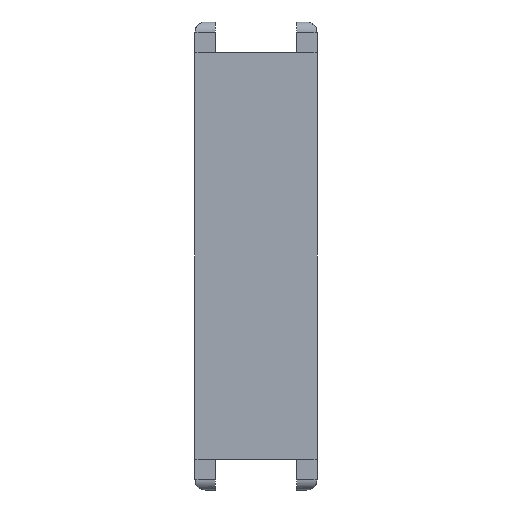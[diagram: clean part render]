
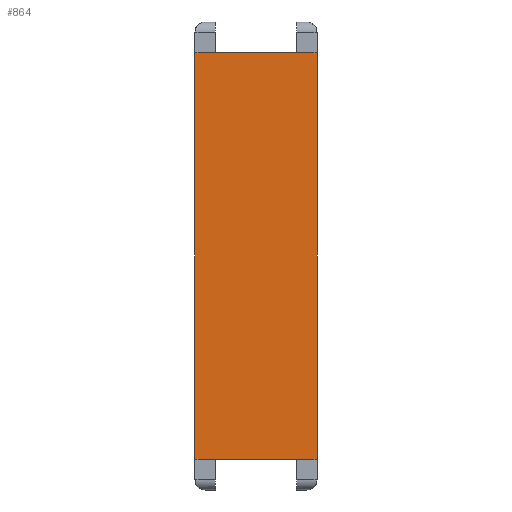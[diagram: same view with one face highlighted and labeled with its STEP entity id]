
A CAD part, front view. The second image highlights one B-rep face of the part: STEP entity #864.
In plain terms, the highlighted planar face has unit normal (0, -1, 0).
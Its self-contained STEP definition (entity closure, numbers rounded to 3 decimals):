
#144=CARTESIAN_POINT('',(4.,6.5,20.));
#145=VERTEX_POINT('',#144);
#154=CARTESIAN_POINT('',(6.,6.5,20.));
#155=VERTEX_POINT('',#154);
#156=CARTESIAN_POINT('',(4.,6.5,20.));
#157=DIRECTION('',(1.,0.,-0.));
#158=VECTOR('',#157,2.);
#159=LINE('',#156,#158);
#160=EDGE_CURVE('',#145,#155,#159,.T.);
#449=CARTESIAN_POINT('',(-4.,6.5,20.));
#450=VERTEX_POINT('',#449);
#458=CARTESIAN_POINT('',(-6.,6.5,20.));
#459=VERTEX_POINT('',#458);
#466=CARTESIAN_POINT('',(-6.,6.5,20.));
#467=DIRECTION('',(1.,0.,-0.));
#468=VECTOR('',#467,2.);
#469=LINE('',#466,#468);
#470=EDGE_CURVE('',#459,#450,#469,.T.);
#558=CARTESIAN_POINT('',(6.,6.5,-20.));
#559=VERTEX_POINT('',#558);
#560=CARTESIAN_POINT('',(6.,6.5,20.));
#561=DIRECTION('',(0.,0.,-1.));
#562=VECTOR('',#561,40.);
#563=LINE('',#560,#562);
#564=EDGE_CURVE('',#155,#559,#563,.T.);
#806=CARTESIAN_POINT('',(4.,6.5,-20.));
#807=VERTEX_POINT('',#806);
#816=CARTESIAN_POINT('',(4.,6.5,-20.));
#817=DIRECTION('',(1.,0.,-0.));
#818=VECTOR('',#817,2.);
#819=LINE('',#816,#818);
#820=EDGE_CURVE('',#807,#559,#819,.T.);
#825=CARTESIAN_POINT('',(-6.,6.5,-10.));
#826=DIRECTION('',(0.,1.,0.));
#827=DIRECTION('',(0.,0.,1.));
#828=AXIS2_PLACEMENT_3D('',#825,#826,#827);
#829=PLANE('',#828);
#830=ORIENTED_EDGE('',*,*,#564,.F.);
#831=ORIENTED_EDGE('',*,*,#160,.F.);
#832=CARTESIAN_POINT('',(-4.,6.5,20.));
#833=DIRECTION('',(1.,0.,-0.));
#834=VECTOR('',#833,8.);
#835=LINE('',#832,#834);
#836=EDGE_CURVE('',#450,#145,#835,.T.);
#837=ORIENTED_EDGE('',*,*,#836,.F.);
#838=ORIENTED_EDGE('',*,*,#470,.F.);
#839=CARTESIAN_POINT('',(-6.,6.5,-20.));
#840=VERTEX_POINT('',#839);
#841=CARTESIAN_POINT('',(-6.,6.5,-20.));
#842=DIRECTION('',(0.,0.,1.));
#843=VECTOR('',#842,40.);
#844=LINE('',#841,#843);
#845=EDGE_CURVE('',#840,#459,#844,.T.);
#846=ORIENTED_EDGE('',*,*,#845,.F.);
#847=CARTESIAN_POINT('',(-4.,6.5,-20.));
#848=VERTEX_POINT('',#847);
#849=CARTESIAN_POINT('',(-6.,6.5,-20.));
#850=DIRECTION('',(1.,0.,-0.));
#851=VECTOR('',#850,2.);
#852=LINE('',#849,#851);
#853=EDGE_CURVE('',#840,#848,#852,.T.);
#854=ORIENTED_EDGE('',*,*,#853,.T.);
#855=CARTESIAN_POINT('',(4.,6.5,-20.));
#856=DIRECTION('',(-1.,0.,0.));
#857=VECTOR('',#856,8.);
#858=LINE('',#855,#857);
#859=EDGE_CURVE('',#807,#848,#858,.T.);
#860=ORIENTED_EDGE('',*,*,#859,.F.);
#861=ORIENTED_EDGE('',*,*,#820,.T.);
#862=EDGE_LOOP('',(#830,#831,#837,#838,#846,#854,#860,#861));
#863=FACE_BOUND('',#862,.T.);
#864=ADVANCED_FACE('',(#863),#829,.F.);
